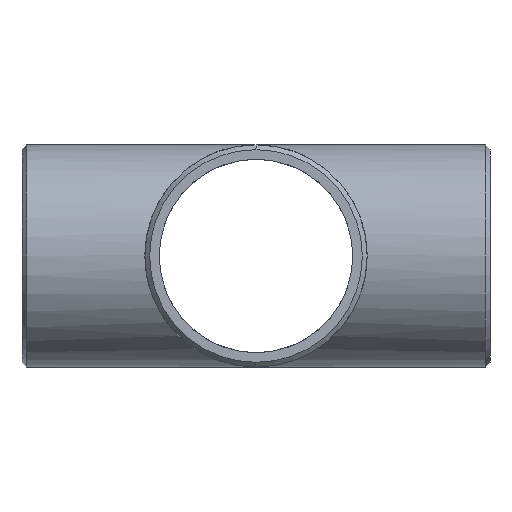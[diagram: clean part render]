
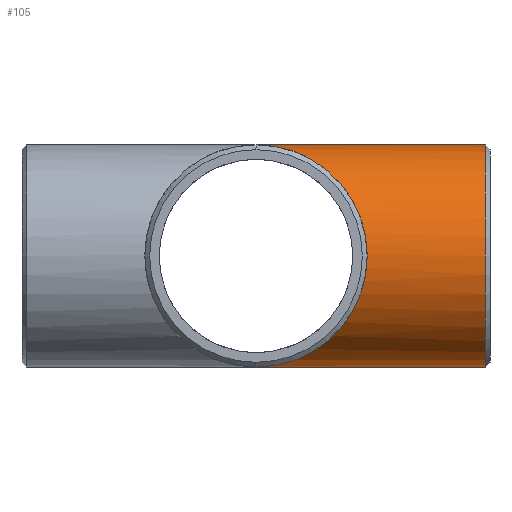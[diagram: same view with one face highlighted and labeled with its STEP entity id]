
A CAD part, left-side view. The second image highlights one B-rep face of the part: STEP entity #105.
In plain terms, the highlighted cylindrical face has radius 30.163 mm (diameter 60.325 mm), a partial arc.
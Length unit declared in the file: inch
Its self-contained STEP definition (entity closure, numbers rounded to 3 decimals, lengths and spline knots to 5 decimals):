
#49 = CARTESIAN_POINT ( 'NONE',  ( 0., -2.44867, -1.1875 ) ) ;
#52 = DIRECTION ( 'NONE',  ( 0., 1., 0. ) ) ;
#58 = VECTOR ( 'NONE', #237, 39.37008 ) ;
#89 = EDGE_CURVE ( 'NONE', #517, #388, #720, .T. ) ;
#105 = ADVANCED_FACE ( 'NONE', ( #118 ), #131, .T. ) ;
#118 = FACE_OUTER_BOUND ( 'NONE', #567, .T. ) ;
#131 = CYLINDRICAL_SURFACE ( 'NONE', #645, 1.1875 ) ;
#149 = VECTOR ( 'NONE', #52, 39.37008 ) ;
#153 = DIRECTION ( 'NONE',  ( 0., 0., -1. ) ) ;
#194 = EDGE_CURVE ( 'NONE', #633, #517, #690, .T. ) ;
#212 = DIRECTION ( 'NONE',  ( 0., 1., 0. ) ) ;
#217 = ORIENTED_EDGE ( 'NONE', *, *, #194, .F. ) ;
#236 = AXIS2_PLACEMENT_3D ( 'NONE', #572, #212, #153 ) ;
#237 = DIRECTION ( 'NONE',  ( 0., 1., 0. ) ) ;
#249 = CARTESIAN_POINT ( 'NONE',  ( 0., 0., 1.1875 ) ) ;
#311 = DIRECTION ( 'NONE',  ( 0., 1., 0. ) ) ;
#319 = CARTESIAN_POINT ( 'NONE',  ( 0., -2.5, 0. ) ) ;
#325 = CARTESIAN_POINT ( 'NONE',  ( -2.375, -2.375, -1.1875 ) ) ;
#357 = CARTESIAN_POINT ( 'NONE',  ( 0., -2.5, 1.1875 ) ) ;
#388 = VERTEX_POINT ( 'NONE', #782 ) ;
#404 = ORIENTED_EDGE ( 'NONE', *, *, #789, .T. ) ;
#450 = EDGE_CURVE ( 'NONE', #766, #388, #596, .T. ) ;
#510 = DIRECTION ( 'NONE',  ( 0., 0., -1. ) ) ;
#517 = VERTEX_POINT ( 'NONE', #798 ) ;
#567 = EDGE_LOOP ( 'NONE', ( #404, #586, #712, #217 ) ) ;
#569 = CARTESIAN_POINT ( 'NONE',  ( 0., -2.5, -1.1875 ) ) ;
#572 = CARTESIAN_POINT ( 'NONE',  ( 0., -2.44867, 0. ) ) ;
#586 = ORIENTED_EDGE ( 'NONE', *, *, #450, .T. ) ;
#596 = LINE ( 'NONE', #357, #58 ) ;
#625 = CARTESIAN_POINT ( 'NONE',  ( 0., 0., -1.1875 ) ) ;
#633 = VERTEX_POINT ( 'NONE', #49 ) ;
#640 = CIRCLE ( 'NONE', #236, 1.1875 ) ;
#645 = AXIS2_PLACEMENT_3D ( 'NONE', #319, #311, #510 ) ;
#687 = CARTESIAN_POINT ( 'NONE',  ( -2.375, -2.375, 1.1875 ) ) ;
#690 = LINE ( 'NONE', #569, #149 ) ;
#704 = CARTESIAN_POINT ( 'NONE',  ( 0., -2.44867, 1.1875 ) ) ;
#712 = ORIENTED_EDGE ( 'NONE', *, *, #89, .F. ) ;
#720 =( BOUNDED_CURVE ( )  B_SPLINE_CURVE ( 3, ( #625, #325, #687, #249 ),
 .UNSPECIFIED., .F., .T. ) 
 B_SPLINE_CURVE_WITH_KNOTS ( ( 4, 4 ),
 ( 4.71239, 7.85398 ),
 .UNSPECIFIED. ) 
 CURVE ( )  GEOMETRIC_REPRESENTATION_ITEM ( )  RATIONAL_B_SPLINE_CURVE ( ( 1., 0.333, 0.333, 1. ) ) 
 REPRESENTATION_ITEM ( '' )  );
#766 = VERTEX_POINT ( 'NONE', #704 ) ;
#782 = CARTESIAN_POINT ( 'NONE',  ( 0., 0., 1.1875 ) ) ;
#789 = EDGE_CURVE ( 'NONE', #633, #766, #640, .T. ) ;
#798 = CARTESIAN_POINT ( 'NONE',  ( 0., 0., -1.1875 ) ) ;
